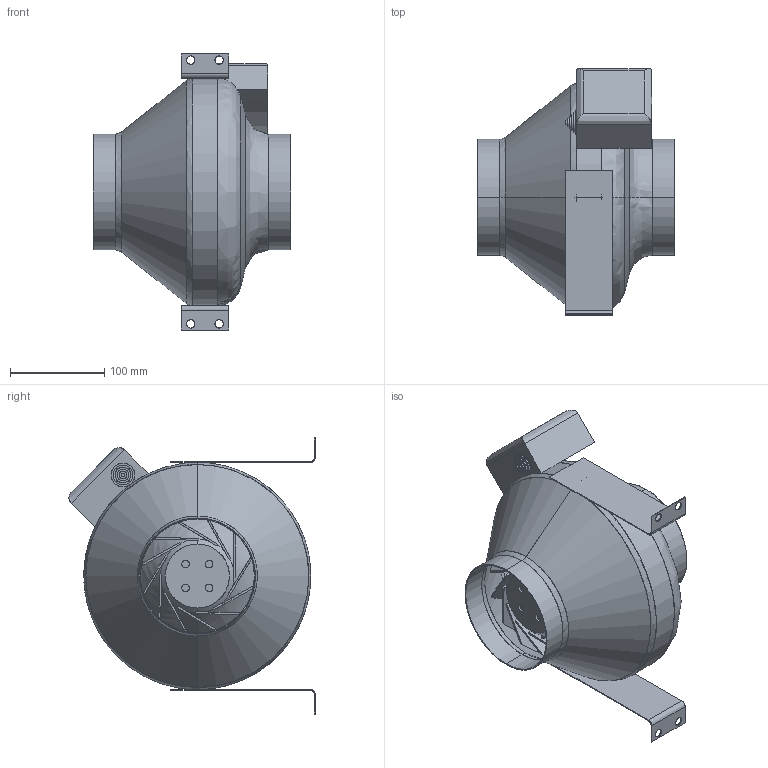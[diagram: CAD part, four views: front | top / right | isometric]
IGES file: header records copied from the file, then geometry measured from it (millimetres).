
Start section: SolidWorks IGES file using analytic representation for surfaces
Global section: file name: ERR 12-1.IGS; native system: SolidWorks 2017; preprocessor: SolidWorks 2017; author: Qube3-CAD; date: 200603.114545; units: millimetre
Bounding box: 210 x 261.34 x 293 mm (x, y, z)
Surface area: 470769.8 mm2 (no closed solid volume)
Topology: 0 solids, 0 shells, 262 faces, 3664 edges, 3664 vertices
Faces by surface type: bspline 135, revolution 127
